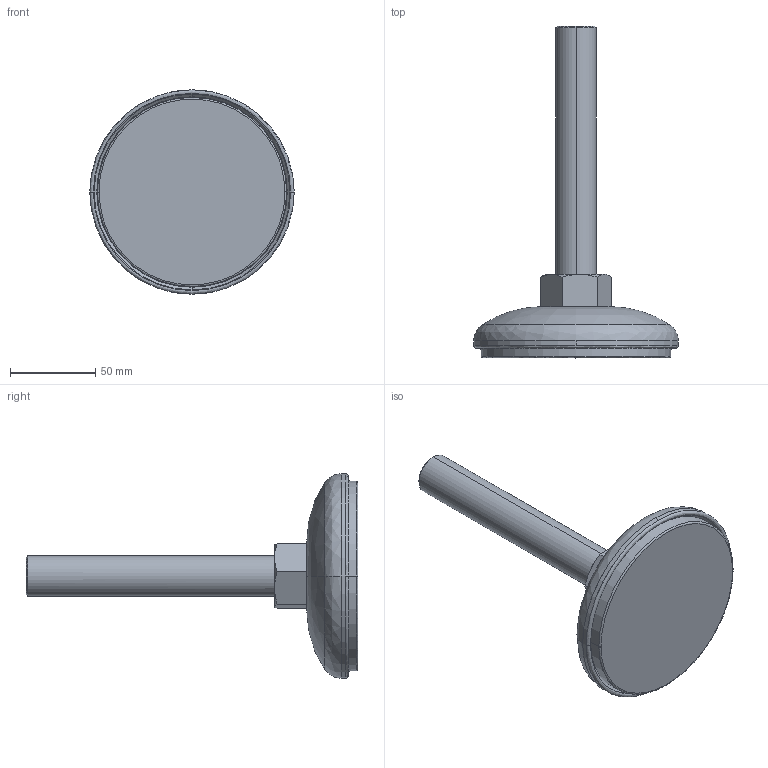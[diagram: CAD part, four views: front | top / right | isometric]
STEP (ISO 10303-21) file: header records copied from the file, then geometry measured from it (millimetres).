
FILE_DESCRIPTION (( 'STEP AP214' ), '1' );
FILE_NAME ('Rexnord-R0629 -644052.STEP', '2023-08-01T09:04:44', ( '' ), ( '' ), 'SwSTEP 2.0', 'SolidWorks 2022', '' );
FILE_SCHEMA (( 'AUTOMOTIVE_DESIGN' ));
Length unit declared in the file: millimetre
Products named in the file (3): Rexnord-R0629 -644052_R0629; Rexnord-R0629 -644052; Rexnord-R0629 -644052_M24
Assembly tree (2 placements, depth 2):
  Rexnord-R0629 -644052
    Rexnord-R0629 -644052_R0629
    Rexnord-R0629 -644052_M24
Bounding box: 120.1 x 195 x 120.1 mm (x, y, z)
Volume: 513764.6 mm3; surface area: 83258.7 mm2
Topology: 3 solids, 3 shells, 164 faces, 438 edges, 286 vertices
Faces by surface type: bspline 53, plane 52, cone 39, cylinder 20
Entity records: 8149 total; most frequent: CARTESIAN_POINT 2456, ORIENTED_EDGE 876, DIRECTION 725, EDGE_CURVE 438, AXIS2_PLACEMENT_3D 311, VERTEX_POINT 286, CIRCLE 195, EDGE_LOOP 174
